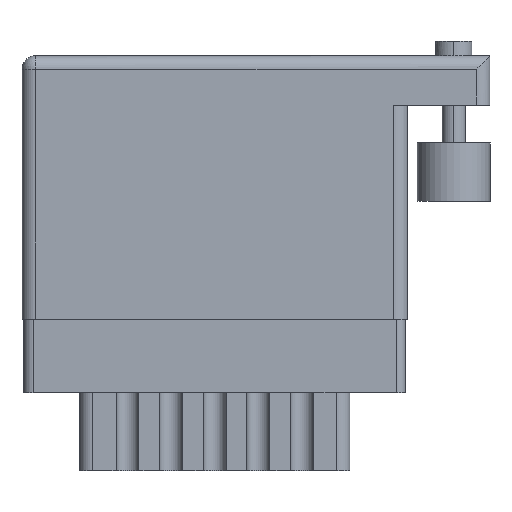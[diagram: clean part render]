
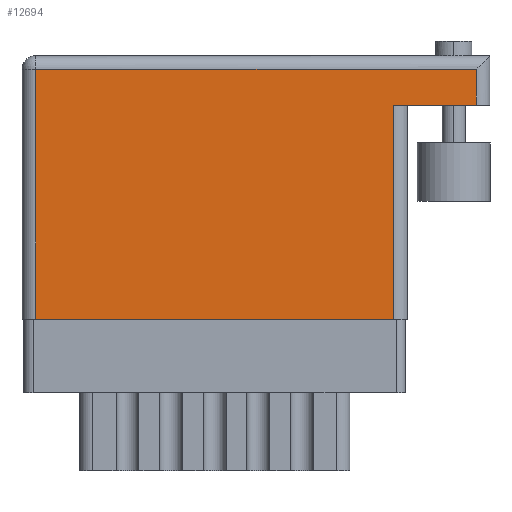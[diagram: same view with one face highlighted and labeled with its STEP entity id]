
A CAD part, front view. The second image highlights one B-rep face of the part: STEP entity #12694.
In plain terms, the highlighted face is planar.
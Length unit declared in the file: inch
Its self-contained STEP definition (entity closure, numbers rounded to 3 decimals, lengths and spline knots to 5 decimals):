
#589 = CARTESIAN_POINT ( 'NONE',  ( 0., 0., 0. ) ) ;
#2893 = LINE ( 'NONE', #6095, #6190 ) ;
#3000 = VECTOR ( 'NONE', #22001, 39.37008 ) ;
#3104 = CARTESIAN_POINT ( 'NONE',  ( 1.278, 0., 0. ) ) ;
#3415 = VERTEX_POINT ( 'NONE', #9764 ) ;
#3450 = EDGE_CURVE ( 'NONE', #7410, #11550, #2893, .T. ) ;
#4133 = CARTESIAN_POINT ( 'NONE',  ( 1.278, 0.736, 0. ) ) ;
#4181 = LINE ( 'NONE', #11155, #4368 ) ;
#4368 = VECTOR ( 'NONE', #21784, 39.37008 ) ;
#4945 = CARTESIAN_POINT ( 'NONE',  ( 0.047, 0., 0. ) ) ;
#5471 = ORIENTED_EDGE ( 'NONE', *, *, #8144, .F. ) ;
#5783 = PLANE ( 'NONE',  #18911 ) ;
#5903 = DIRECTION ( 'NONE',  ( -1., 0., 0. ) ) ;
#6095 = CARTESIAN_POINT ( 'NONE',  ( 0., 0.859, 0. ) ) ;
#6190 = VECTOR ( 'NONE', #18802, 39.37008 ) ;
#6985 = VECTOR ( 'NONE', #9379, 39.37008 ) ;
#7410 = VERTEX_POINT ( 'NONE', #10829 ) ;
#7505 = DIRECTION ( 'NONE',  ( 0., 0., -1. ) ) ;
#8022 = ORIENTED_EDGE ( 'NONE', *, *, #11070, .T. ) ;
#8144 = EDGE_CURVE ( 'NONE', #3415, #17090, #17194, .T. ) ;
#8863 = DIRECTION ( 'NONE',  ( 1., 0., 0. ) ) ;
#9379 = DIRECTION ( 'NONE',  ( 0., 1., 0. ) ) ;
#9541 = VERTEX_POINT ( 'NONE', #17212 ) ;
#9611 = LINE ( 'NONE', #4133, #6985 ) ;
#9764 = CARTESIAN_POINT ( 'NONE',  ( 1.562, 0.736, 0. ) ) ;
#10057 = VERTEX_POINT ( 'NONE', #3104 ) ;
#10322 = CARTESIAN_POINT ( 'NONE',  ( 1.278, 0.736, 0. ) ) ;
#10801 = LINE ( 'NONE', #589, #11904 ) ;
#10829 = CARTESIAN_POINT ( 'NONE',  ( 1.562, 0.859, 0. ) ) ;
#11070 = EDGE_CURVE ( 'NONE', #9541, #10057, #10801, .T. ) ;
#11155 = CARTESIAN_POINT ( 'NONE',  ( 1.562, 0.906, 0. ) ) ;
#11478 = CARTESIAN_POINT ( 'NONE',  ( 1.609, 0.736, 0. ) ) ;
#11550 = VERTEX_POINT ( 'NONE', #14421 ) ;
#11574 = EDGE_LOOP ( 'NONE', ( #8022, #22610, #5471, #17789, #20406, #11641 ) ) ;
#11586 = FACE_OUTER_BOUND ( 'NONE', #11574, .T. ) ;
#11641 = ORIENTED_EDGE ( 'NONE', *, *, #20044, .T. ) ;
#11904 = VECTOR ( 'NONE', #8863, 39.37008 ) ;
#11921 = DIRECTION ( 'NONE',  ( 0., -1., 0. ) ) ;
#12694 = ADVANCED_FACE ( 'NONE', ( #11586 ), #5783, .F. ) ;
#13634 = LINE ( 'NONE', #4945, #15017 ) ;
#14421 = CARTESIAN_POINT ( 'NONE',  ( 0.047, 0.859, 0. ) ) ;
#15017 = VECTOR ( 'NONE', #11921, 39.37008 ) ;
#17090 = VERTEX_POINT ( 'NONE', #10322 ) ;
#17194 = LINE ( 'NONE', #11478, #3000 ) ;
#17212 = CARTESIAN_POINT ( 'NONE',  ( 0.047, 0., 0. ) ) ;
#17789 = ORIENTED_EDGE ( 'NONE', *, *, #18198, .T. ) ;
#18198 = EDGE_CURVE ( 'NONE', #3415, #7410, #4181, .T. ) ;
#18560 = CARTESIAN_POINT ( 'NONE',  ( 0., 0.906, 0. ) ) ;
#18802 = DIRECTION ( 'NONE',  ( -1., 0., 0. ) ) ;
#18911 = AXIS2_PLACEMENT_3D ( 'NONE', #18560, #7505, #5903 ) ;
#20044 = EDGE_CURVE ( 'NONE', #11550, #9541, #13634, .T. ) ;
#20332 = EDGE_CURVE ( 'NONE', #10057, #17090, #9611, .T. ) ;
#20406 = ORIENTED_EDGE ( 'NONE', *, *, #3450, .T. ) ;
#21784 = DIRECTION ( 'NONE',  ( 0., 1., 0. ) ) ;
#22001 = DIRECTION ( 'NONE',  ( -1., 0., 0. ) ) ;
#22610 = ORIENTED_EDGE ( 'NONE', *, *, #20332, .T. ) ;
